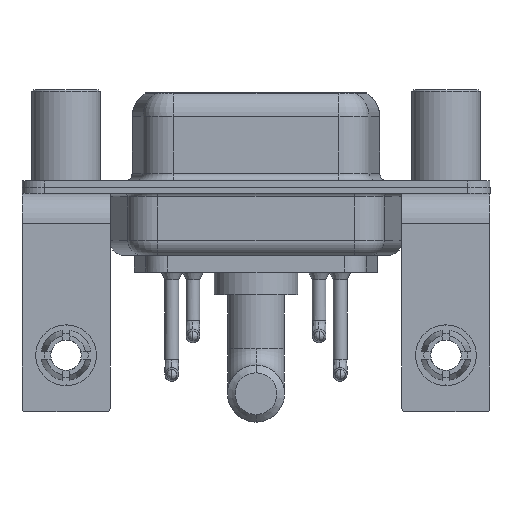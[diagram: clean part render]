
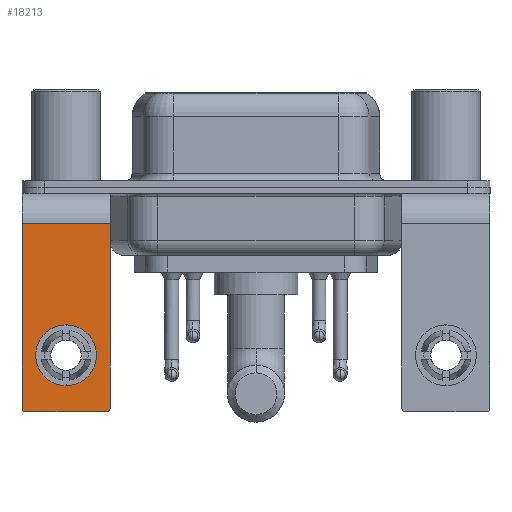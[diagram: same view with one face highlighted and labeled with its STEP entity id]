
A CAD part, front view. The second image highlights one B-rep face of the part: STEP entity #18213.
In plain terms, the highlighted planar face has unit normal (0, -1, 0).
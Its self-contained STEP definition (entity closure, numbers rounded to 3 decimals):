
#229 = ORIENTED_EDGE ( 'NONE', *, *, #7109, .T. ) ;
#276 = DIRECTION ( 'NONE',  ( -1., 0., 0. ) ) ;
#290 = ORIENTED_EDGE ( 'NONE', *, *, #12482, .T. ) ;
#399 = VECTOR ( 'NONE', #1464, 1000. ) ;
#800 = CARTESIAN_POINT ( 'NONE',  ( -2.9, -6.25, -2.4 ) ) ;
#1056 = EDGE_LOOP ( 'NONE', ( #1914, #6981, #18959, #229, #13860, #6071 ) ) ;
#1232 = VERTEX_POINT ( 'NONE', #5867 ) ;
#1464 = DIRECTION ( 'NONE',  ( -1., 0., 0. ) ) ;
#1744 = CARTESIAN_POINT ( 'NONE',  ( 2.9, -6.25, -14.55 ) ) ;
#1861 = VECTOR ( 'NONE', #10448, 1000. ) ;
#1914 = ORIENTED_EDGE ( 'NONE', *, *, #17803, .T. ) ;
#2316 = CARTESIAN_POINT ( 'NONE',  ( 0., -6.25, -13.07 ) ) ;
#2334 = DIRECTION ( 'NONE',  ( 0., 1., 0. ) ) ;
#2748 = CIRCLE ( 'NONE', #12338, 2. ) ;
#2985 = AXIS2_PLACEMENT_3D ( 'NONE', #9703, #16005, #14448 ) ;
#3140 = EDGE_LOOP ( 'NONE', ( #10945, #290 ) ) ;
#3917 = LINE ( 'NONE', #800, #1861 ) ;
#4176 = CARTESIAN_POINT ( 'NONE',  ( 2.9, -6.25, -2.4 ) ) ;
#5311 = CIRCLE ( 'NONE', #2985, 0.25 ) ;
#5347 = DIRECTION ( 'NONE',  ( 0., 0., 1. ) ) ;
#5524 = AXIS2_PLACEMENT_3D ( 'NONE', #17919, #6653, #10071 ) ;
#5867 = CARTESIAN_POINT ( 'NONE',  ( -2.9, -6.25, -14.55 ) ) ;
#6071 = ORIENTED_EDGE ( 'NONE', *, *, #10650, .T. ) ;
#6276 = CARTESIAN_POINT ( 'NONE',  ( 2.65, -6.25, -14.55 ) ) ;
#6592 = CARTESIAN_POINT ( 'NONE',  ( 2.65, -6.25, -14.8 ) ) ;
#6653 = DIRECTION ( 'NONE',  ( 0., 1., 0. ) ) ;
#6981 = ORIENTED_EDGE ( 'NONE', *, *, #8612, .T. ) ;
#6995 = FACE_BOUND ( 'NONE', #3140, .T. ) ;
#7109 = EDGE_CURVE ( 'NONE', #19469, #12680, #16506, .T. ) ;
#7805 = VERTEX_POINT ( 'NONE', #15213 ) ;
#8612 = EDGE_CURVE ( 'NONE', #1232, #17591, #5311, .T. ) ;
#9039 = LINE ( 'NONE', #4176, #399 ) ;
#9214 = DIRECTION ( 'NONE',  ( 0., 0., 1. ) ) ;
#9703 = CARTESIAN_POINT ( 'NONE',  ( -2.65, -6.25, -14.55 ) ) ;
#9981 = CARTESIAN_POINT ( 'NONE',  ( 2.9, -6.25, -2.4 ) ) ;
#10071 = DIRECTION ( 'NONE',  ( 0., 0., 1. ) ) ;
#10448 = DIRECTION ( 'NONE',  ( 0., 0., -1. ) ) ;
#10650 = EDGE_CURVE ( 'NONE', #18033, #15097, #9039, .T. ) ;
#10875 = CARTESIAN_POINT ( 'NONE',  ( 0., -6.25, -11.07 ) ) ;
#10945 = ORIENTED_EDGE ( 'NONE', *, *, #16569, .T. ) ;
#11093 = VECTOR ( 'NONE', #16292, 1000. ) ;
#11113 = CARTESIAN_POINT ( 'NONE',  ( -2.9, -6.25, -2.4 ) ) ;
#11270 = CARTESIAN_POINT ( 'NONE',  ( -2.65, -6.25, -14.8 ) ) ;
#12128 = VECTOR ( 'NONE', #276, 1000. ) ;
#12338 = AXIS2_PLACEMENT_3D ( 'NONE', #10875, #13774, #9214 ) ;
#12482 = EDGE_CURVE ( 'NONE', #7805, #14825, #2748, .T. ) ;
#12585 = DIRECTION ( 'NONE',  ( 0., -1., 0. ) ) ;
#12680 = VERTEX_POINT ( 'NONE', #1744 ) ;
#13513 = FACE_OUTER_BOUND ( 'NONE', #1056, .T. ) ;
#13774 = DIRECTION ( 'NONE',  ( 0., 1., 0. ) ) ;
#13860 = ORIENTED_EDGE ( 'NONE', *, *, #14857, .F. ) ;
#14448 = DIRECTION ( 'NONE',  ( 0., 0., 1. ) ) ;
#14464 = LINE ( 'NONE', #19106, #12128 ) ;
#14825 = VERTEX_POINT ( 'NONE', #2316 ) ;
#14857 = EDGE_CURVE ( 'NONE', #18033, #12680, #17835, .T. ) ;
#14962 = PLANE ( 'NONE',  #15761 ) ;
#15097 = VERTEX_POINT ( 'NONE', #11113 ) ;
#15213 = CARTESIAN_POINT ( 'NONE',  ( 0., -6.25, -9.07 ) ) ;
#15761 = AXIS2_PLACEMENT_3D ( 'NONE', #16511, #2334, #5347 ) ;
#15839 = AXIS2_PLACEMENT_3D ( 'NONE', #6276, #12585, #17030 ) ;
#16005 = DIRECTION ( 'NONE',  ( 0., -1., 0. ) ) ;
#16292 = DIRECTION ( 'NONE',  ( 0., 0., -1. ) ) ;
#16506 = CIRCLE ( 'NONE', #15839, 0.25 ) ;
#16511 = CARTESIAN_POINT ( 'NONE',  ( 2.9, -6.25, -2.4 ) ) ;
#16569 = EDGE_CURVE ( 'NONE', #14825, #7805, #17397, .T. ) ;
#17030 = DIRECTION ( 'NONE',  ( 0., 0., 1. ) ) ;
#17397 = CIRCLE ( 'NONE', #5524, 2. ) ;
#17591 = VERTEX_POINT ( 'NONE', #11270 ) ;
#17703 = EDGE_CURVE ( 'NONE', #19469, #17591, #14464, .T. ) ;
#17803 = EDGE_CURVE ( 'NONE', #15097, #1232, #3917, .T. ) ;
#17835 = LINE ( 'NONE', #9981, #11093 ) ;
#17919 = CARTESIAN_POINT ( 'NONE',  ( 0., -6.25, -11.07 ) ) ;
#18033 = VERTEX_POINT ( 'NONE', #18598 ) ;
#18213 = ADVANCED_FACE ( 'NONE', ( #6995, #13513 ), #14962, .F. ) ;
#18598 = CARTESIAN_POINT ( 'NONE',  ( 2.9, -6.25, -2.4 ) ) ;
#18959 = ORIENTED_EDGE ( 'NONE', *, *, #17703, .F. ) ;
#19106 = CARTESIAN_POINT ( 'NONE',  ( 2.9, -6.25, -14.8 ) ) ;
#19469 = VERTEX_POINT ( 'NONE', #6592 ) ;
